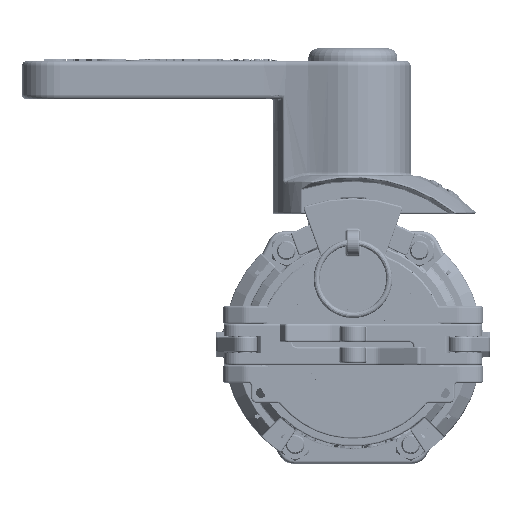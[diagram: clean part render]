
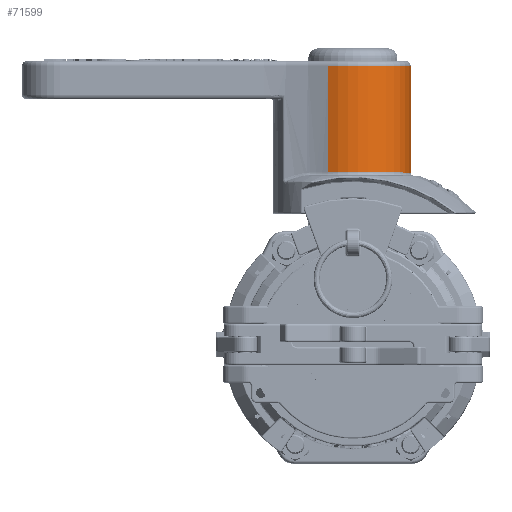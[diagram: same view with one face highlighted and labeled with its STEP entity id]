
A CAD part, top view. The second image highlights one B-rep face of the part: STEP entity #71599.
In plain terms, the highlighted cylindrical face has radius 28.892 mm (diameter 57.785 mm), a partial arc.
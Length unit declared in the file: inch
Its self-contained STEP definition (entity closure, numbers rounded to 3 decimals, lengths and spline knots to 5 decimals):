
#2092=LINE($,#167014,#7631);
#2096=LINE($,#168839,#7635);
#7631=VECTOR($,#85410,2.1);
#7635=VECTOR($,#85866,2.1);
#13948=CYLINDRICAL_SURFACE($,#76525,1.1375);
#16758=FACE_OUTER_BOUND($,#21260,.T.);
#21260=EDGE_LOOP($,(#54809,#54810,#54811,#54812));
#25632=CIRCLE($,#76521,1.1375);
#25635=CIRCLE($,#76526,1.1375);
#32384=VERTEX_POINT($,#167011);
#32385=VERTEX_POINT($,#167013);
#32694=VERTEX_POINT($,#168799);
#32698=VERTEX_POINT($,#168838);
#40467=EDGE_CURVE($,#32384,#32385,#2092,.T.);
#40796=EDGE_CURVE($,#32694,#32384,#25632,.T.);
#40800=EDGE_CURVE($,#32698,#32694,#2096,.T.);
#40801=EDGE_CURVE($,#32385,#32698,#25635,.T.);
#54809=ORIENTED_EDGE($,*,*,#40796,.F.);
#54810=ORIENTED_EDGE($,*,*,#40800,.F.);
#54811=ORIENTED_EDGE($,*,*,#40801,.F.);
#54812=ORIENTED_EDGE($,*,*,#40467,.F.);
#71599=ADVANCED_FACE($,(#16758),#13948,.T.);
#76521=AXIS2_PLACEMENT_3D($,#168808,#85856,#85857);
#76525=AXIS2_PLACEMENT_3D($,#168837,#85864,#85865);
#76526=AXIS2_PLACEMENT_3D($,#168840,#85867,#85868);
#85410=DIRECTION($,(0.,1.,0.));
#85856=DIRECTION('center_axis',(0.,-1.,0.));
#85857=DIRECTION('ref_axis',(-1.,0.,0.));
#85864=DIRECTION('center_axis',(0.,1.,0.));
#85865=DIRECTION('ref_axis',(0.752,0.,0.659));
#85866=DIRECTION($,(0.,-1.,0.));
#85867=DIRECTION('center_axis',(0.,1.,0.));
#85868=DIRECTION('ref_axis',(-1.,0.,0.));
#167011=CARTESIAN_POINT('',(0.48064,0.81,-1.03097));
#167013=CARTESIAN_POINT('',(0.48064,2.91,-1.03097));
#167014=CARTESIAN_POINT($,(0.48064,0.,-1.03097));
#168799=CARTESIAN_POINT('',(0.48064,0.81,1.03097));
#168808=CARTESIAN_POINT('Origin',(0.,0.81,0.));
#168837=CARTESIAN_POINT('Origin',(0.,0.,
0.));
#168838=CARTESIAN_POINT('',(0.48064,2.91,1.03097));
#168839=CARTESIAN_POINT($,(0.48064,0.,1.03097));
#168840=CARTESIAN_POINT('Origin',(0.,2.91,0.));
